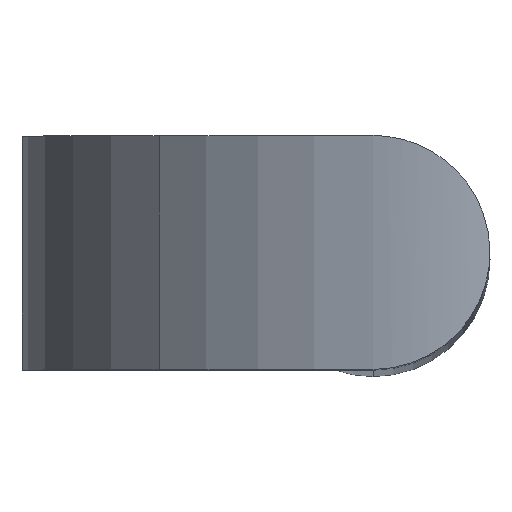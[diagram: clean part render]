
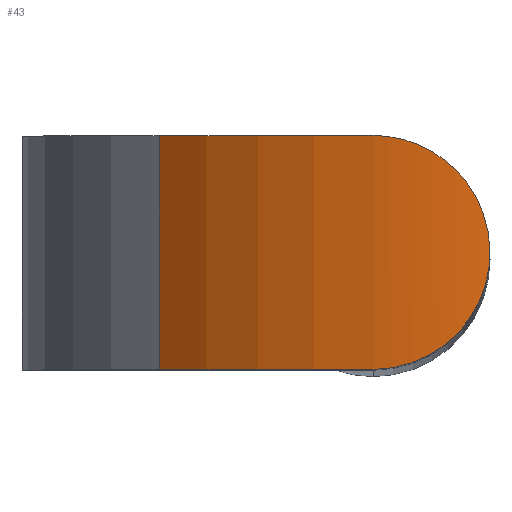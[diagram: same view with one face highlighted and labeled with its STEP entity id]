
A CAD part, top view. The second image highlights one B-rep face of the part: STEP entity #43.
In plain terms, the highlighted cylindrical face has radius 7 mm (diameter 14 mm), a partial arc.
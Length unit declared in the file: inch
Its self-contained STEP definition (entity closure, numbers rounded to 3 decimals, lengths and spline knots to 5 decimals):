
#43=ADVANCED_FACE('',(#88),#89,.T.);
#88=FACE_OUTER_BOUND('',#132,.T.);
#89=CYLINDRICAL_SURFACE('',#133,0.27559);
#132=EDGE_LOOP('',(#187,#188,#189,#190,#191,#192));
#133=AXIS2_PLACEMENT_3D('',#193,#194,#195);
#187=ORIENTED_EDGE('',*,*,#277,.F.);
#188=ORIENTED_EDGE('',*,*,#278,.T.);
#189=ORIENTED_EDGE('',*,*,#279,.T.);
#190=ORIENTED_EDGE('',*,*,#280,.T.);
#191=ORIENTED_EDGE('',*,*,#275,.T.);
#192=ORIENTED_EDGE('',*,*,#281,.T.);
#193=CARTESIAN_POINT('',(0.25208,1.71756,1.47662));
#194=DIRECTION('',(0.,1.0,0.0));
#195=DIRECTION('',(-0.707,0.,0.707));
#275=EDGE_CURVE('',#320,#322,#324,.T.);
#277=EDGE_CURVE('',#326,#327,#328,.T.);
#278=EDGE_CURVE('',#326,#329,#330,.T.);
#279=EDGE_CURVE('',#329,#331,#332,.T.);
#280=EDGE_CURVE('',#331,#320,#333,.T.);
#281=EDGE_CURVE('',#322,#327,#334,.T.);
#320=VERTEX_POINT('',#379);
#322=VERTEX_POINT('',#382);
#324=B_SPLINE_CURVE_WITH_KNOTS('',3,(#385,#386,#387,#388,#389,#390,#391),.UNSPECIFIED.,.F.,.F.,(4,3,4),(0.47665,0.50645,0.52926),.UNSPECIFIED.);
#326=VERTEX_POINT('',#393);
#327=VERTEX_POINT('',#394);
#328=LINE('',#395,#396);
#329=VERTEX_POINT('',#397);
#330=CIRCLE('',#398,0.27559);
#331=VERTEX_POINT('',#399);
#332=B_SPLINE_CURVE_WITH_KNOTS('',3,(#400,#401,#402,#403,#404,#405,#406,#407,#408,#409,#410,#411,#412,#413,#414,#415),.UNSPECIFIED.,.F.,.F.,(4,3,3,3,3,4),(0.32019,0.34998,0.36953,0.38437,0.41453,0.42473),.UNSPECIFIED.);
#333=B_SPLINE_CURVE_WITH_KNOTS('',3,(#416,#417,#418,#419,#420,#421,#422),.UNSPECIFIED.,.F.,.F.,(4,3,4),(0.42473,0.45495,0.47665),.UNSPECIFIED.);
#334=CIRCLE('',#423,0.27559);
#379=CARTESIAN_POINT('',(0.2319,1.76628,1.75147));
#382=CARTESIAN_POINT('',(0.18318,1.78646,1.74346));
#385=CARTESIAN_POINT('',(0.2319,1.76628,1.75147));
#386=CARTESIAN_POINT('',(0.22489,1.77329,1.75095));
#387=CARTESIAN_POINT('',(0.21575,1.77916,1.74998));
#388=CARTESIAN_POINT('',(0.20594,1.78259,1.74832));
#389=CARTESIAN_POINT('',(0.19843,1.78522,1.74704));
#390=CARTESIAN_POINT('',(0.19054,1.78646,1.74536));
#391=CARTESIAN_POINT('',(0.18318,1.78646,1.74346));
#393=CARTESIAN_POINT('',(0.05721,1.64866,1.67149));
#394=CARTESIAN_POINT('',(0.05721,1.78646,1.67149));
#395=CARTESIAN_POINT('',(0.05721,1.71756,1.67149));
#396=VECTOR('',#469,1.0);
#397=CARTESIAN_POINT('',(0.18318,1.64866,1.74346));
#398=AXIS2_PLACEMENT_3D('',#470,#471,#472);
#399=CARTESIAN_POINT('',(0.25208,1.71756,1.75221));
#400=CARTESIAN_POINT('',(0.18318,1.64866,1.74346));
#401=CARTESIAN_POINT('',(0.1928,1.64866,1.74594));
#402=CARTESIAN_POINT('',(0.20328,1.65084,1.74802));
#403=CARTESIAN_POINT('',(0.21271,1.65531,1.74938));
#404=CARTESIAN_POINT('',(0.21889,1.65824,1.75027));
#405=CARTESIAN_POINT('',(0.22463,1.66213,1.75088));
#406=CARTESIAN_POINT('',(0.22952,1.66657,1.75128));
#407=CARTESIAN_POINT('',(0.23323,1.66994,1.75159));
#408=CARTESIAN_POINT('',(0.23655,1.67367,1.75178));
#409=CARTESIAN_POINT('',(0.23952,1.6779,1.75192));
#410=CARTESIAN_POINT('',(0.24556,1.68648,1.7522));
#411=CARTESIAN_POINT('',(0.24972,1.69683,1.7522));
#412=CARTESIAN_POINT('',(0.25129,1.70718,1.75221));
#413=CARTESIAN_POINT('',(0.25183,1.71067,1.75221));
#414=CARTESIAN_POINT('',(0.25208,1.71416,1.75221));
#415=CARTESIAN_POINT('',(0.25208,1.71756,1.75221));
#416=CARTESIAN_POINT('',(0.25208,1.71756,1.75221));
#417=CARTESIAN_POINT('',(0.25208,1.72763,1.75221));
#418=CARTESIAN_POINT('',(0.24969,1.73847,1.75224));
#419=CARTESIAN_POINT('',(0.24496,1.74805,1.75211));
#420=CARTESIAN_POINT('',(0.24157,1.75493,1.75203));
#421=CARTESIAN_POINT('',(0.23701,1.76117,1.75184));
#422=CARTESIAN_POINT('',(0.2319,1.76628,1.75147));
#423=AXIS2_PLACEMENT_3D('',#473,#474,#475);
#469=DIRECTION('',(0.,1.0,0.0));
#470=CARTESIAN_POINT('',(0.25208,1.64866,1.47662));
#471=DIRECTION('',(0.,1.0,0.0));
#472=DIRECTION('',(-0.707,0.,0.707));
#473=CARTESIAN_POINT('',(0.25208,1.78646,1.47662));
#474=DIRECTION('',(0.,-1.0,0.0));
#475=DIRECTION('',(-0.707,0.,0.707));
